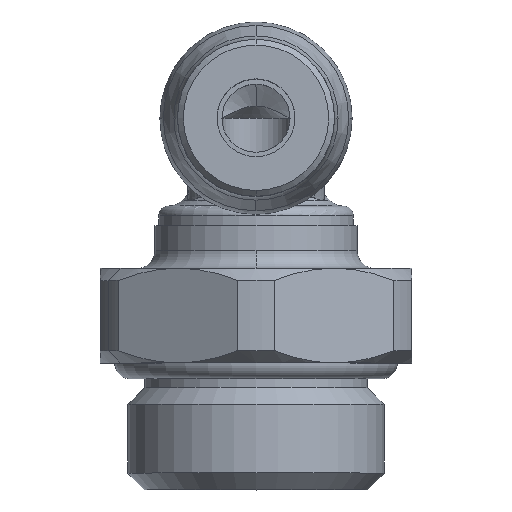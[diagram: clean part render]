
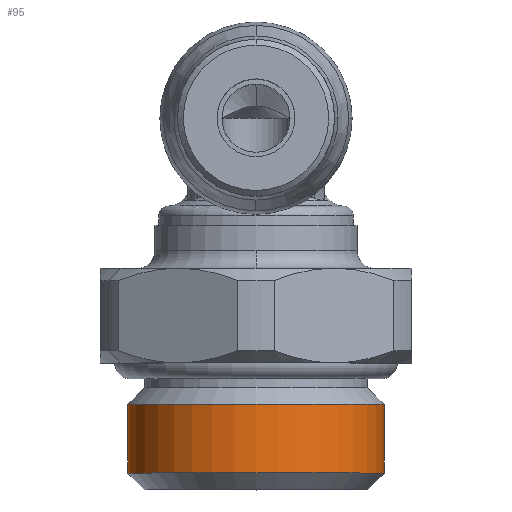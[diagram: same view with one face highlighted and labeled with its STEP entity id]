
A CAD part, top view. The second image highlights one B-rep face of the part: STEP entity #95.
In plain terms, the highlighted cylindrical face has radius 6.579 mm (diameter 13.157 mm), a partial arc.
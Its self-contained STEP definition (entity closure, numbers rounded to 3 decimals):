
#95=ADVANCED_FACE('',(#309),#310,.T.);
#309=FACE_OUTER_BOUND('',#645,.T.);
#310=CYLINDRICAL_SURFACE('',#646,6.579);
#645=EDGE_LOOP('',(#1266,#1267,#1268,#1269));
#646=AXIS2_PLACEMENT_3D('',#1270,#1271,#1272);
#1266=ORIENTED_EDGE('',*,*,#2337,.T.);
#1267=ORIENTED_EDGE('',*,*,#2383,.F.);
#1268=ORIENTED_EDGE('',*,*,#2339,.T.);
#1269=ORIENTED_EDGE('',*,*,#2381,.T.);
#1270=CARTESIAN_POINT('',(0.0,-16.443,0.0));
#1271=DIRECTION('',(-0.0,1.0,0.0));
#1272=DIRECTION('',(1.0,0.0,0.0));
#2337=EDGE_CURVE('',#2873,#2865,#2874,.T.);
#2339=EDGE_CURVE('',#2868,#2875,#2877,.T.);
#2381=EDGE_CURVE('',#2875,#2873,#2943,.T.);
#2383=EDGE_CURVE('',#2868,#2865,#2945,.T.);
#2865=VERTEX_POINT('',#3905);
#2868=VERTEX_POINT('',#3909);
#2873=VERTEX_POINT('',#3915);
#2874=LINE('',#3916,#3917);
#2875=VERTEX_POINT('',#3918);
#2877=LINE('',#3920,#3921);
#2943=CIRCLE('',#4038,6.579);
#2945=CIRCLE('',#4040,6.579);
#3905=CARTESIAN_POINT('',(6.579,-14.677,0.0));
#3909=CARTESIAN_POINT('',(-6.579,-14.677,0.));
#3915=CARTESIAN_POINT('',(6.579,-18.209,0.0));
#3916=CARTESIAN_POINT('',(6.579,-16.443,0.));
#3917=VECTOR('',#5194,1.0);
#3918=CARTESIAN_POINT('',(-6.579,-18.209,0.));
#3920=CARTESIAN_POINT('',(-6.579,-16.443,0.));
#3921=VECTOR('',#5198,1.0);
#4038=AXIS2_PLACEMENT_3D('',#5290,#5291,#5292);
#4040=AXIS2_PLACEMENT_3D('',#5296,#5297,#5298);
#5194=DIRECTION('',(0.0,1.0,0.0));
#5198=DIRECTION('',(-0.0,-1.0,-0.0));
#5290=CARTESIAN_POINT('',(0.0,-18.209,0.0));
#5291=DIRECTION('',(-0.0,1.0,0.0));
#5292=DIRECTION('',(1.0,0.0,0.0));
#5296=CARTESIAN_POINT('',(0.0,-14.677,0.0));
#5297=DIRECTION('',(-0.0,1.0,0.0));
#5298=DIRECTION('',(1.0,0.0,0.0));
